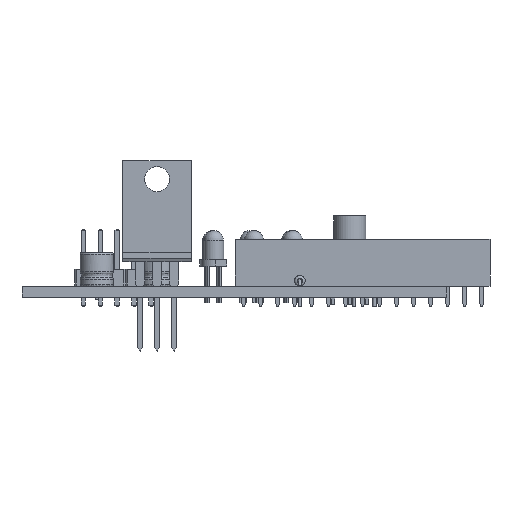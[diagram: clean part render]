
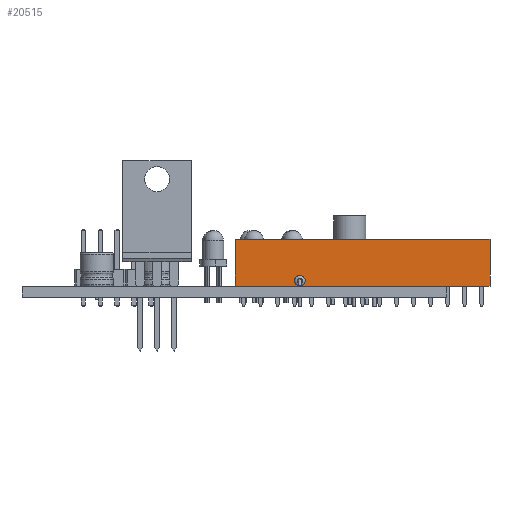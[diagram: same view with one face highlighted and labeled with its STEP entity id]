
A CAD part, left-side view. The second image highlights one B-rep face of the part: STEP entity #20515.
In plain terms, the highlighted planar face has unit normal (-1, 0, 0).
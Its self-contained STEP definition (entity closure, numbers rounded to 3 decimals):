
#15109 = PLANE('',#15110);
#15110 = AXIS2_PLACEMENT_3D('',#15111,#15112,#15113);
#15111 = CARTESIAN_POINT('',(-1.27,-36.83,0.));
#15112 = DIRECTION('',(0.,1.,0.));
#15113 = DIRECTION('',(1.,0.,0.));
#15137 = PLANE('',#15138);
#15138 = AXIS2_PLACEMENT_3D('',#15139,#15140,#15141);
#15139 = CARTESIAN_POINT('',(1.27,-36.83,7.));
#15140 = DIRECTION('',(0.,0.,-1.));
#15141 = DIRECTION('',(0.,-1.,0.));
#15165 = PLANE('',#15166);
#15166 = AXIS2_PLACEMENT_3D('',#15167,#15168,#15169);
#15167 = CARTESIAN_POINT('',(1.27,1.27,0.));
#15168 = DIRECTION('',(0.,-1.,0.));
#15169 = DIRECTION('',(-1.,0.,0.));
#15207 = VERTEX_POINT('',#15208);
#15208 = CARTESIAN_POINT('',(-1.27,-36.83,0.));
#15224 = PLANE('',#15225);
#15225 = AXIS2_PLACEMENT_3D('',#15226,#15227,#15228);
#15226 = CARTESIAN_POINT('',(1.27,-36.83,0.));
#15227 = DIRECTION('',(0.,0.,-1.));
#15228 = DIRECTION('',(0.,-1.,0.));
#15236 = EDGE_CURVE('',#15207,#15237,#15239,.T.);
#15237 = VERTEX_POINT('',#15238);
#15238 = CARTESIAN_POINT('',(-1.27,-36.83,7.));
#15239 = SURFACE_CURVE('',#15240,(#15244,#15251),.PCURVE_S1.);
#15240 = LINE('',#15241,#15242);
#15241 = CARTESIAN_POINT('',(-1.27,-36.83,0.));
#15242 = VECTOR('',#15243,1.);
#15243 = DIRECTION('',(0.,0.,1.));
#15244 = PCURVE('',#15109,#15245);
#15245 = DEFINITIONAL_REPRESENTATION('',(#15246),#15250);
#15246 = LINE('',#15247,#15248);
#15247 = CARTESIAN_POINT('',(0.,0.));
#15248 = VECTOR('',#15249,1.);
#15249 = DIRECTION('',(0.,-1.));
#15250 = ( GEOMETRIC_REPRESENTATION_CONTEXT(2) 
PARAMETRIC_REPRESENTATION_CONTEXT() REPRESENTATION_CONTEXT('2D SPACE',''
  ) );
#15251 = PCURVE('',#15252,#15257);
#15252 = PLANE('',#15253);
#15253 = AXIS2_PLACEMENT_3D('',#15254,#15255,#15256);
#15254 = CARTESIAN_POINT('',(-1.27,1.27,0.));
#15255 = DIRECTION('',(1.,0.,0.));
#15256 = DIRECTION('',(0.,-1.,0.));
#15257 = DEFINITIONAL_REPRESENTATION('',(#15258),#15262);
#15258 = LINE('',#15259,#15260);
#15259 = CARTESIAN_POINT('',(38.1,0.));
#15260 = VECTOR('',#15261,1.);
#15261 = DIRECTION('',(0.,-1.));
#15262 = ( GEOMETRIC_REPRESENTATION_CONTEXT(2) 
PARAMETRIC_REPRESENTATION_CONTEXT() REPRESENTATION_CONTEXT('2D SPACE',''
  ) );
#15419 = VERTEX_POINT('',#15420);
#15420 = CARTESIAN_POINT('',(-1.27,1.27,7.));
#15441 = EDGE_CURVE('',#15442,#15419,#15444,.T.);
#15442 = VERTEX_POINT('',#15443);
#15443 = CARTESIAN_POINT('',(-1.27,1.27,0.));
#15444 = SURFACE_CURVE('',#15445,(#15449,#15456),.PCURVE_S1.);
#15445 = LINE('',#15446,#15447);
#15446 = CARTESIAN_POINT('',(-1.27,1.27,0.));
#15447 = VECTOR('',#15448,1.);
#15448 = DIRECTION('',(0.,0.,1.));
#15449 = PCURVE('',#15165,#15450);
#15450 = DEFINITIONAL_REPRESENTATION('',(#15451),#15455);
#15451 = LINE('',#15452,#15453);
#15452 = CARTESIAN_POINT('',(2.54,0.));
#15453 = VECTOR('',#15454,1.);
#15454 = DIRECTION('',(0.,-1.));
#15455 = ( GEOMETRIC_REPRESENTATION_CONTEXT(2) 
PARAMETRIC_REPRESENTATION_CONTEXT() REPRESENTATION_CONTEXT('2D SPACE',''
  ) );
#15456 = PCURVE('',#15252,#15457);
#15457 = DEFINITIONAL_REPRESENTATION('',(#15458),#15462);
#15458 = LINE('',#15459,#15460);
#15459 = CARTESIAN_POINT('',(0.,0.));
#15460 = VECTOR('',#15461,1.);
#15461 = DIRECTION('',(0.,-1.));
#15462 = ( GEOMETRIC_REPRESENTATION_CONTEXT(2) 
PARAMETRIC_REPRESENTATION_CONTEXT() REPRESENTATION_CONTEXT('2D SPACE',''
  ) );
#15586 = EDGE_CURVE('',#15419,#15237,#15587,.T.);
#15587 = SURFACE_CURVE('',#15588,(#15592,#15599),.PCURVE_S1.);
#15588 = LINE('',#15589,#15590);
#15589 = CARTESIAN_POINT('',(-1.27,1.27,7.));
#15590 = VECTOR('',#15591,1.);
#15591 = DIRECTION('',(0.,-1.,0.));
#15592 = PCURVE('',#15137,#15593);
#15593 = DEFINITIONAL_REPRESENTATION('',(#15594),#15598);
#15594 = LINE('',#15595,#15596);
#15595 = CARTESIAN_POINT('',(-38.1,2.54));
#15596 = VECTOR('',#15597,1.);
#15597 = DIRECTION('',(1.,0.));
#15598 = ( GEOMETRIC_REPRESENTATION_CONTEXT(2) 
PARAMETRIC_REPRESENTATION_CONTEXT() REPRESENTATION_CONTEXT('2D SPACE',''
  ) );
#15599 = PCURVE('',#15252,#15600);
#15600 = DEFINITIONAL_REPRESENTATION('',(#15601),#15605);
#15601 = LINE('',#15602,#15603);
#15602 = CARTESIAN_POINT('',(0.,-7.));
#15603 = VECTOR('',#15604,1.);
#15604 = DIRECTION('',(1.,0.));
#15605 = ( GEOMETRIC_REPRESENTATION_CONTEXT(2) 
PARAMETRIC_REPRESENTATION_CONTEXT() REPRESENTATION_CONTEXT('2D SPACE',''
  ) );
#17343 = EDGE_CURVE('',#15442,#15207,#17344,.T.);
#17344 = SURFACE_CURVE('',#17345,(#17349,#17356),.PCURVE_S1.);
#17345 = LINE('',#17346,#17347);
#17346 = CARTESIAN_POINT('',(-1.27,1.27,0.));
#17347 = VECTOR('',#17348,1.);
#17348 = DIRECTION('',(0.,-1.,0.));
#17349 = PCURVE('',#15224,#17350);
#17350 = DEFINITIONAL_REPRESENTATION('',(#17351),#17355);
#17351 = LINE('',#17352,#17353);
#17352 = CARTESIAN_POINT('',(-38.1,2.54));
#17353 = VECTOR('',#17354,1.);
#17354 = DIRECTION('',(1.,0.));
#17355 = ( GEOMETRIC_REPRESENTATION_CONTEXT(2) 
PARAMETRIC_REPRESENTATION_CONTEXT() REPRESENTATION_CONTEXT('2D SPACE',''
  ) );
#17356 = PCURVE('',#15252,#17357);
#17357 = DEFINITIONAL_REPRESENTATION('',(#17358),#17362);
#17358 = LINE('',#17359,#17360);
#17359 = CARTESIAN_POINT('',(0.,0.));
#17360 = VECTOR('',#17361,1.);
#17361 = DIRECTION('',(1.,0.));
#17362 = ( GEOMETRIC_REPRESENTATION_CONTEXT(2) 
PARAMETRIC_REPRESENTATION_CONTEXT() REPRESENTATION_CONTEXT('2D SPACE',''
  ) );
#20515 = ADVANCED_FACE('',(#20516),#15252,.F.);
#20516 = FACE_BOUND('',#20517,.F.);
#20517 = EDGE_LOOP('',(#20518,#20519,#20520,#20521));
#20518 = ORIENTED_EDGE('',*,*,#15441,.T.);
#20519 = ORIENTED_EDGE('',*,*,#15586,.T.);
#20520 = ORIENTED_EDGE('',*,*,#15236,.F.);
#20521 = ORIENTED_EDGE('',*,*,#17343,.F.);
